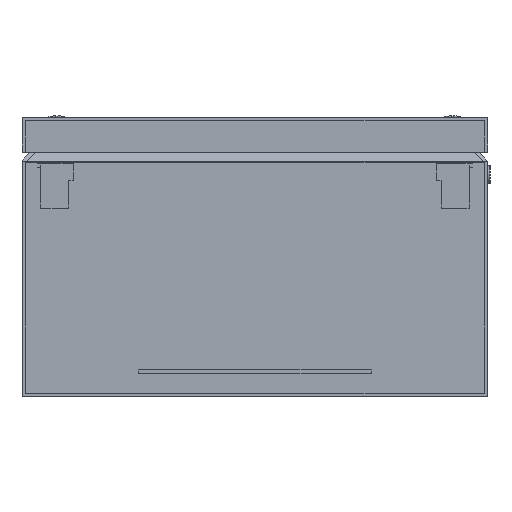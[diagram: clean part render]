
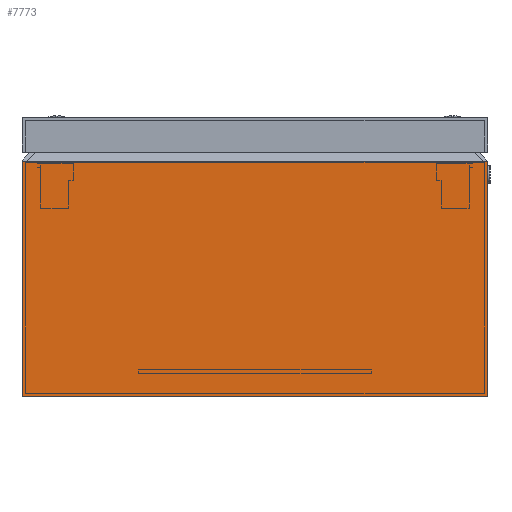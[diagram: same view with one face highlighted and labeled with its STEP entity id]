
A CAD part, left-side view. The second image highlights one B-rep face of the part: STEP entity #7773.
In plain terms, the highlighted planar face has unit normal (-1, 0, 0).
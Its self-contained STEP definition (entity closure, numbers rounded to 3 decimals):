
#260 = VECTOR ( 'NONE', #9067, 1000. ) ;
#2041 = EDGE_CURVE ( 'NONE', #6992, #22236, #22262, .T. ) ;
#3257 = CARTESIAN_POINT ( 'NONE',  ( 0., 0., 0. ) ) ;
#4050 = ORIENTED_EDGE ( 'NONE', *, *, #2041, .F. ) ;
#4976 = LINE ( 'NONE', #3257, #15128 ) ;
#5057 = FACE_OUTER_BOUND ( 'NONE', #11439, .T. ) ;
#5156 = CARTESIAN_POINT ( 'NONE',  ( 0., 200., 0. ) ) ;
#5861 = EDGE_CURVE ( 'NONE', #10723, #6992, #11424, .T. ) ;
#6992 = VERTEX_POINT ( 'NONE', #15483 ) ;
#7773 = ADVANCED_FACE ( 'NONE', ( #5057 ), #15647, .T. ) ;
#8301 = VERTEX_POINT ( 'NONE', #19559 ) ;
#8764 = DIRECTION ( 'NONE',  ( -1., 0., 0. ) ) ;
#8875 = VECTOR ( 'NONE', #16631, 1000. ) ;
#9017 = CARTESIAN_POINT ( 'NONE',  ( 0., 0., 0. ) ) ;
#9067 = DIRECTION ( 'NONE',  ( 0., 1., 0. ) ) ;
#10083 = CARTESIAN_POINT ( 'NONE',  ( 0., 200., 101.167 ) ) ;
#10247 = ORIENTED_EDGE ( 'NONE', *, *, #14825, .T. ) ;
#10723 = VERTEX_POINT ( 'NONE', #9017 ) ;
#11424 = LINE ( 'NONE', #18319, #8875 ) ;
#11439 = EDGE_LOOP ( 'NONE', ( #14851, #4050, #21354, #10247 ) ) ;
#14334 = EDGE_CURVE ( 'NONE', #8301, #22236, #19685, .T. ) ;
#14825 = EDGE_CURVE ( 'NONE', #10723, #8301, #4976, .T. ) ;
#14851 = ORIENTED_EDGE ( 'NONE', *, *, #14334, .T. ) ;
#15128 = VECTOR ( 'NONE', #16945, 1000. ) ;
#15483 = CARTESIAN_POINT ( 'NONE',  ( 0., 200., 0. ) ) ;
#15647 = PLANE ( 'NONE',  #17495 ) ;
#15755 = CARTESIAN_POINT ( 'NONE',  ( 0., 0., 0. ) ) ;
#16071 = CARTESIAN_POINT ( 'NONE',  ( 0., 0., 101.167 ) ) ;
#16631 = DIRECTION ( 'NONE',  ( 0., 1., 0. ) ) ;
#16945 = DIRECTION ( 'NONE',  ( 0., 0., 1. ) ) ;
#17495 = AXIS2_PLACEMENT_3D ( 'NONE', #15755, #8764, #19013 ) ;
#18319 = CARTESIAN_POINT ( 'NONE',  ( 0., 0., 0. ) ) ;
#18723 = VECTOR ( 'NONE', #18896, 1000. ) ;
#18896 = DIRECTION ( 'NONE',  ( 0., 0., 1. ) ) ;
#19013 = DIRECTION ( 'NONE',  ( 0., 0., 1. ) ) ;
#19559 = CARTESIAN_POINT ( 'NONE',  ( 0., 0., 101.167 ) ) ;
#19685 = LINE ( 'NONE', #16071, #260 ) ;
#21354 = ORIENTED_EDGE ( 'NONE', *, *, #5861, .F. ) ;
#22236 = VERTEX_POINT ( 'NONE', #10083 ) ;
#22262 = LINE ( 'NONE', #5156, #18723 ) ;
